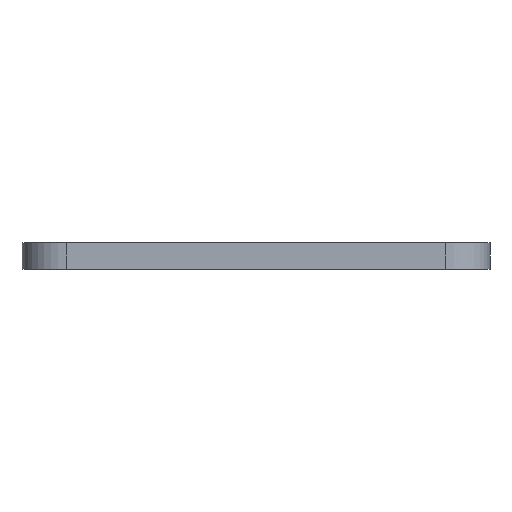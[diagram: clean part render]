
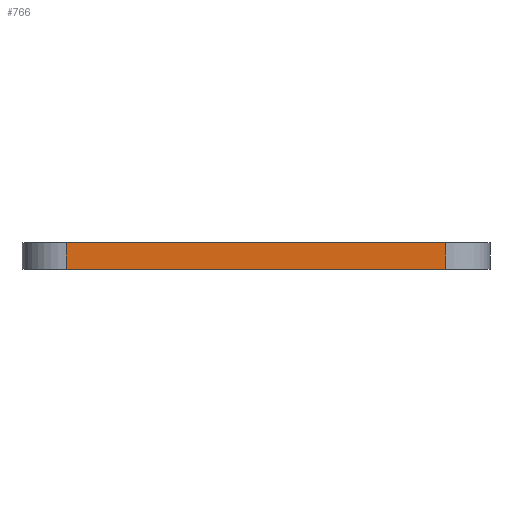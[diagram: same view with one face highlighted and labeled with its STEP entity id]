
A CAD part, front view. The second image highlights one B-rep face of the part: STEP entity #766.
In plain terms, the highlighted planar face has unit normal (0, -1, 0).
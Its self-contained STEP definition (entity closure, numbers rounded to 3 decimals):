
#37=PLANE('',#852);
#59=FACE_OUTER_BOUND('',#108,.T.);
#108=EDGE_LOOP('',(#573,#574,#575,#576));
#160=LINE('',#1170,#229);
#175=LINE('',#1235,#244);
#176=LINE('',#1238,#245);
#177=LINE('',#1239,#246);
#229=VECTOR('',#931,10.);
#244=VECTOR('',#988,10.);
#245=VECTOR('',#991,10.);
#246=VECTOR('',#992,10.);
#343=VERTEX_POINT('',#1167);
#344=VERTEX_POINT('',#1169);
#373=VERTEX_POINT('',#1233);
#374=VERTEX_POINT('',#1237);
#419=EDGE_CURVE('',#344,#343,#160,.T.);
#452=EDGE_CURVE('',#344,#373,#175,.T.);
#453=EDGE_CURVE('',#374,#343,#176,.T.);
#454=EDGE_CURVE('',#374,#373,#177,.T.);
#573=ORIENTED_EDGE('',*,*,#452,.F.);
#574=ORIENTED_EDGE('',*,*,#419,.T.);
#575=ORIENTED_EDGE('',*,*,#453,.F.);
#576=ORIENTED_EDGE('',*,*,#454,.T.);
#766=ADVANCED_FACE('',(#59),#37,.T.);
#852=AXIS2_PLACEMENT_3D('',#1236,#989,#990);
#931=DIRECTION('',(1.,0.,0.));
#988=DIRECTION('',(0.,0.,1.));
#989=DIRECTION('center_axis',(0.,-1.,0.));
#990=DIRECTION('ref_axis',(0.,0.,-1.));
#991=DIRECTION('',(0.,0.,-1.));
#992=DIRECTION('',(-1.,0.,0.));
#1167=CARTESIAN_POINT('',(21.5,-29.5,0.));
#1169=CARTESIAN_POINT('',(-21.5,-29.5,0.));
#1170=CARTESIAN_POINT('',(-26.5,-29.5,0.));
#1233=CARTESIAN_POINT('',(-21.5,-29.5,3.));
#1235=CARTESIAN_POINT('',(-21.5,-29.5,0.));
#1236=CARTESIAN_POINT('Origin',(26.5,-29.5,0.));
#1237=CARTESIAN_POINT('',(21.5,-29.5,3.));
#1238=CARTESIAN_POINT('',(21.5,-29.5,0.));
#1239=CARTESIAN_POINT('',(-26.5,-29.5,3.));
